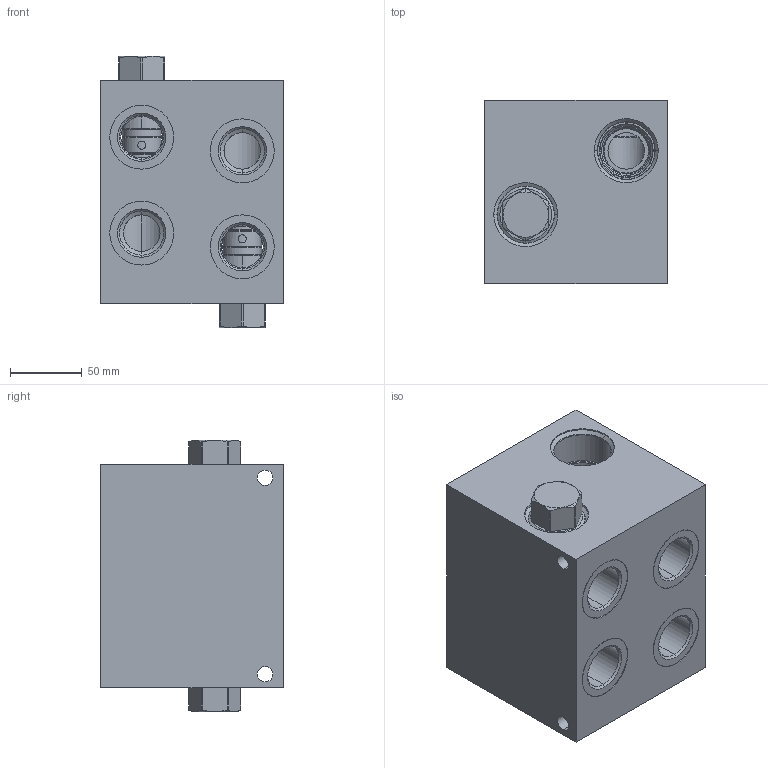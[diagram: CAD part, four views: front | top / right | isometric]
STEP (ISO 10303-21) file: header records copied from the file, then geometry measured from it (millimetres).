
FILE_DESCRIPTION((''),'2;1');
FILE_NAME('H8X_ASM','2020-06-24T',('ProEService'),(''),'PRO/ENGINEER BY PARAMETRIC TECHNOLOGY CORPORATION, 2014200','PRO/ENGINEER BY PARAMETRIC TECHNOLOGY CORPORATION, 2014200','');
FILE_SCHEMA(('CONFIG_CONTROL_DESIGN'));
Length unit declared in the file: inch
Products named in the file (3): 151-163-008; CXHAXCN; H8X_ASM
Assembly tree (3 placements, depth 2):
  H8X_ASM
    151-163-008
    CXHAXCN  x2
Bounding box: 127 x 127 x 188.95 mm (x, y, z)
Volume: 2054386.1 mm3; surface area: 213974.7 mm2
Topology: 5 solids, 7 shells, 570 faces, 1640 edges, 1260 vertices
Faces by surface type: cylinder 284, cone 130, plane 80, torus 64, revolution 12
Entity records: 15815 total; most frequent: CARTESIAN_POINT 5288, DIRECTION 2260, ORIENTED_EDGE 1736, EDGE_CURVE 868, AXIS2_PLACEMENT_3D 805, VECTOR 644, LINE 644, VERTEX_POINT 511
